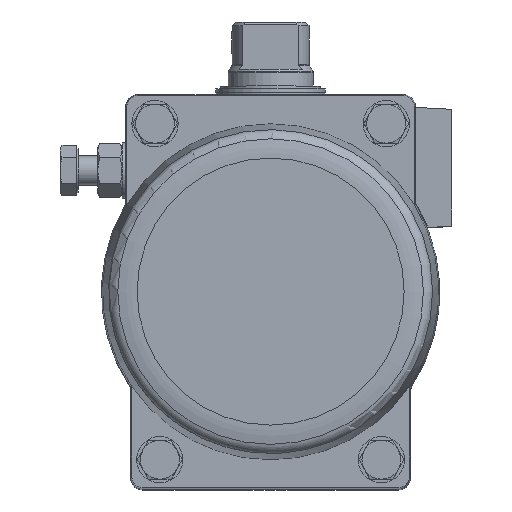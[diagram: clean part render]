
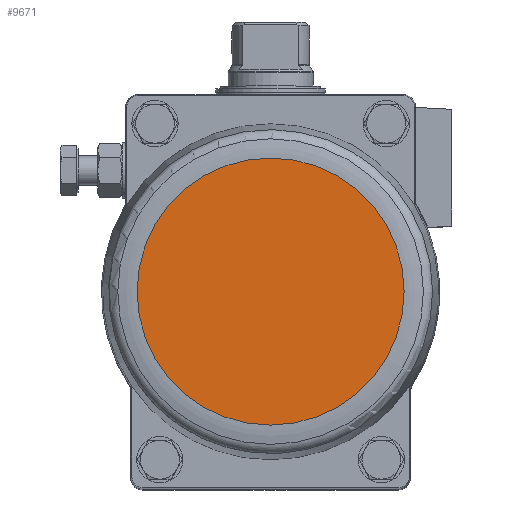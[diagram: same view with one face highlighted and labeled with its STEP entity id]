
A CAD part, top view. The second image highlights one B-rep face of the part: STEP entity #9671.
In plain terms, the highlighted planar face has unit normal (0, 0, 1).
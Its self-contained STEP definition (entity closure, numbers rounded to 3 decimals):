
#3557=ORIENTED_EDGE('',*,*,#5391,.T.);
#5391=EDGE_CURVE('',#6464,#6464,#7049,.T.);
#6464=VERTEX_POINT('',#16112);
#7049=CIRCLE('',#10647,54.85);
#7770=EDGE_LOOP('',(#3557));
#8627=FACE_BOUND('',#7770,.T.);
#9153=PLANE('',#10648);
#9671=ADVANCED_FACE('',(#8627),#9153,.F.);
#10647=AXIS2_PLACEMENT_3D('',#16111,#12884,#12885);
#10648=AXIS2_PLACEMENT_3D('',#16113,#12886,#12887);
#12884=DIRECTION('',(0.,0.,1.));
#12885=DIRECTION('',(1.,0.,0.));
#12886=DIRECTION('',(0.,0.,-1.));
#12887=DIRECTION('',(-1.,0.,0.));
#16111=CARTESIAN_POINT('',(0.,0.,167.2));
#16112=CARTESIAN_POINT('',(54.85,0.,167.2));
#16113=CARTESIAN_POINT('',(54.85,0.,167.2));
